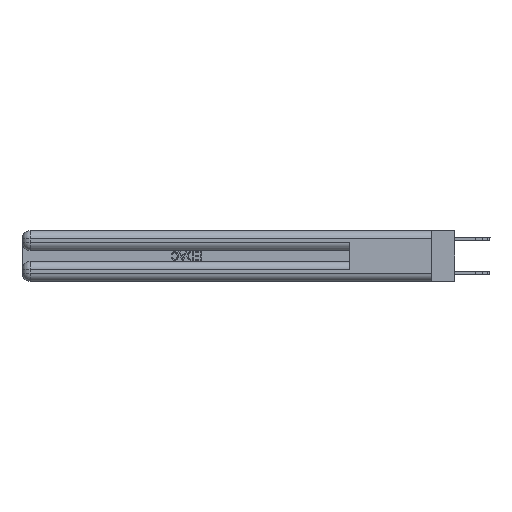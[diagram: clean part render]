
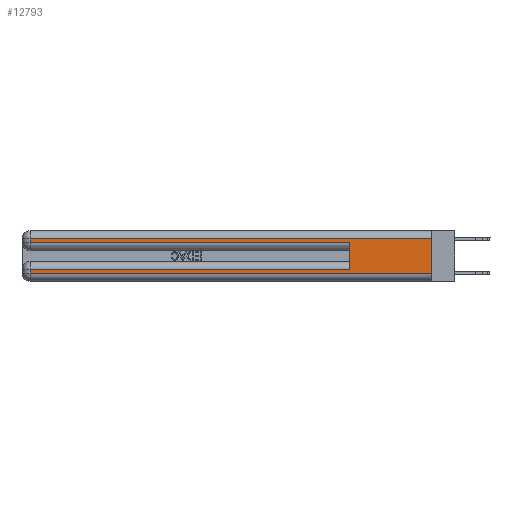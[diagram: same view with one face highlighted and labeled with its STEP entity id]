
A CAD part, left-side view. The second image highlights one B-rep face of the part: STEP entity #12793.
In plain terms, the highlighted planar face has unit normal (-1, 0, 0).
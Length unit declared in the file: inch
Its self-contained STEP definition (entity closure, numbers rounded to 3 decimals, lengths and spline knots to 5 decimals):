
#190 = CARTESIAN_POINT ( 'NONE',  ( 0., 2.94, 0.285 ) ) ;
#1008 = EDGE_CURVE ( 'NONE', #4380, #29541, #18192, .T. ) ;
#1313 = DIRECTION ( 'NONE',  ( 0., 0., -1. ) ) ;
#1814 = EDGE_CURVE ( 'NONE', #17390, #4380, #3455, .T. ) ;
#3302 = CARTESIAN_POINT ( 'NONE',  ( 0., 0., 0.085 ) ) ;
#3455 = LINE ( 'NONE', #22132, #15459 ) ;
#3780 = VERTEX_POINT ( 'NONE', #29566 ) ;
#4146 = CARTESIAN_POINT ( 'NONE',  ( 0., 0., 0.06 ) ) ;
#4380 = VERTEX_POINT ( 'NONE', #9357 ) ;
#4459 = EDGE_CURVE ( 'NONE', #29541, #18597, #7538, .T. ) ;
#5546 = EDGE_CURVE ( 'NONE', #17390, #3780, #19729, .T. ) ;
#5804 = CARTESIAN_POINT ( 'NONE',  ( 0., 2.94, 0.37 ) ) ;
#5946 = ORIENTED_EDGE ( 'NONE', *, *, #5546, .F. ) ;
#6364 = ORIENTED_EDGE ( 'NONE', *, *, #22115, .T. ) ;
#7073 = ORIENTED_EDGE ( 'NONE', *, *, #1814, .T. ) ;
#7538 = LINE ( 'NONE', #9802, #8372 ) ;
#7891 = VECTOR ( 'NONE', #23087, 39.37008 ) ;
#8163 = ORIENTED_EDGE ( 'NONE', *, *, #4459, .T. ) ;
#8372 = VECTOR ( 'NONE', #21295, 39.37008 ) ;
#8646 = EDGE_CURVE ( 'NONE', #23691, #3780, #24778, .T. ) ;
#9207 = AXIS2_PLACEMENT_3D ( 'NONE', #16544, #9728, #23194 ) ;
#9357 = CARTESIAN_POINT ( 'NONE',  ( 0., 2.94, 0.31 ) ) ;
#9589 = FACE_OUTER_BOUND ( 'NONE', #18297, .T. ) ;
#9728 = DIRECTION ( 'NONE',  ( 1., 0., 0. ) ) ;
#9802 = CARTESIAN_POINT ( 'NONE',  ( 0., 0., 0.285 ) ) ;
#10039 = LINE ( 'NONE', #3302, #16693 ) ;
#10925 = CARTESIAN_POINT ( 'NONE',  ( 0., 2.94, 0.085 ) ) ;
#12649 = ORIENTED_EDGE ( 'NONE', *, *, #1008, .T. ) ;
#12726 = CARTESIAN_POINT ( 'NONE',  ( 0., 0.6, 0.285 ) ) ;
#12793 = ADVANCED_FACE ( 'NONE', ( #9589 ), #28078, .F. ) ;
#13855 = LINE ( 'NONE', #27961, #7891 ) ;
#14060 = EDGE_CURVE ( 'NONE', #26782, #14341, #10039, .T. ) ;
#14341 = VERTEX_POINT ( 'NONE', #10925 ) ;
#14484 = CARTESIAN_POINT ( 'NONE',  ( 0., 2.94, 0.06 ) ) ;
#14617 = LINE ( 'NONE', #5804, #25477 ) ;
#15057 = DIRECTION ( 'NONE',  ( 0., 0., -1. ) ) ;
#15158 = CARTESIAN_POINT ( 'NONE',  ( 0., 0., 0.37 ) ) ;
#15264 = CARTESIAN_POINT ( 'NONE',  ( 0., 0., 0.31 ) ) ;
#15414 = ORIENTED_EDGE ( 'NONE', *, *, #8646, .T. ) ;
#15459 = VECTOR ( 'NONE', #19878, 39.37008 ) ;
#16544 = CARTESIAN_POINT ( 'NONE',  ( 0., 0., 0.37 ) ) ;
#16693 = VECTOR ( 'NONE', #17005, 39.37008 ) ;
#17005 = DIRECTION ( 'NONE',  ( 0., 1., 0. ) ) ;
#17390 = VERTEX_POINT ( 'NONE', #15264 ) ;
#18084 = ORIENTED_EDGE ( 'NONE', *, *, #14060, .T. ) ;
#18160 = EDGE_CURVE ( 'NONE', #26782, #18597, #13855, .T. ) ;
#18192 = LINE ( 'NONE', #27432, #28509 ) ;
#18221 = CARTESIAN_POINT ( 'NONE',  ( 0., 0.6, 0.085 ) ) ;
#18297 = EDGE_LOOP ( 'NONE', ( #5946, #7073, #12649, #8163, #19856, #18084, #6364, #15414 ) ) ;
#18438 = DIRECTION ( 'NONE',  ( 0., -1., 0. ) ) ;
#18597 = VERTEX_POINT ( 'NONE', #12726 ) ;
#19729 = LINE ( 'NONE', #15158, #29264 ) ;
#19856 = ORIENTED_EDGE ( 'NONE', *, *, #18160, .F. ) ;
#19878 = DIRECTION ( 'NONE',  ( 0., 1., 0. ) ) ;
#21295 = DIRECTION ( 'NONE',  ( 0., -1., 0. ) ) ;
#22115 = EDGE_CURVE ( 'NONE', #14341, #23691, #14617, .T. ) ;
#22132 = CARTESIAN_POINT ( 'NONE',  ( 0., 0., 0.31 ) ) ;
#23087 = DIRECTION ( 'NONE',  ( 0., 0., 1. ) ) ;
#23194 = DIRECTION ( 'NONE',  ( 0., 0., -1. ) ) ;
#23691 = VERTEX_POINT ( 'NONE', #14484 ) ;
#24778 = LINE ( 'NONE', #4146, #28973 ) ;
#25477 = VECTOR ( 'NONE', #15057, 39.37008 ) ;
#26782 = VERTEX_POINT ( 'NONE', #18221 ) ;
#27432 = CARTESIAN_POINT ( 'NONE',  ( 0., 2.94, 0.37 ) ) ;
#27961 = CARTESIAN_POINT ( 'NONE',  ( 0., 0.6, 0.145 ) ) ;
#28078 = PLANE ( 'NONE',  #9207 ) ;
#28509 = VECTOR ( 'NONE', #1313, 39.37008 ) ;
#28973 = VECTOR ( 'NONE', #18438, 39.37008 ) ;
#28982 = DIRECTION ( 'NONE',  ( 0., 0., -1. ) ) ;
#29264 = VECTOR ( 'NONE', #28982, 39.37008 ) ;
#29541 = VERTEX_POINT ( 'NONE', #190 ) ;
#29566 = CARTESIAN_POINT ( 'NONE',  ( 0., 0., 0.06 ) ) ;
